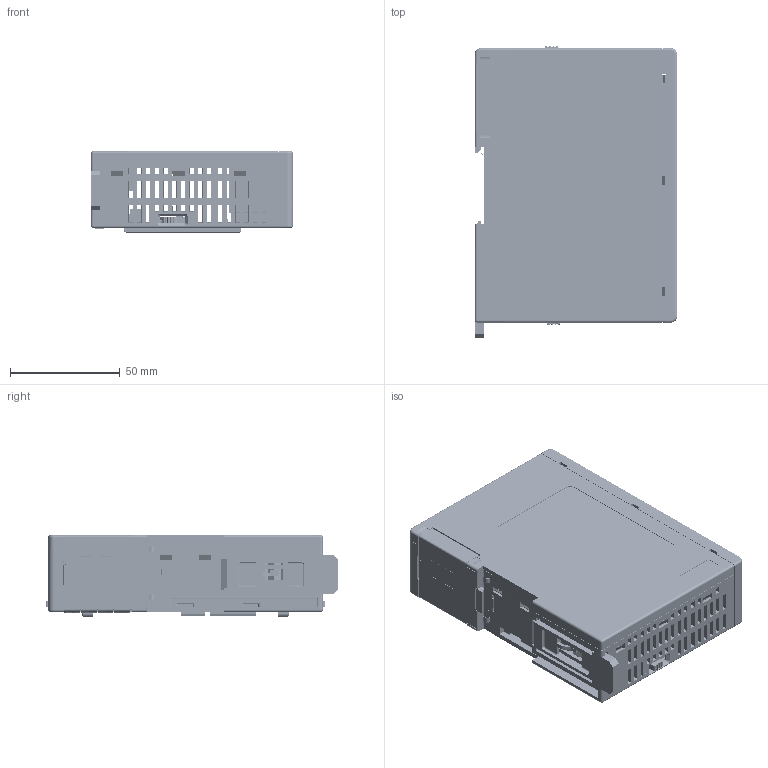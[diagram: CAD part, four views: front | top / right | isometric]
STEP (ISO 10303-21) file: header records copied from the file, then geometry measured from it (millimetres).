
FILE_DESCRIPTION (( 'STEP AP203' ), '1' );
FILE_NAME ('AS11870G-01-1.STEP', '2015-11-17T06:52:36', ( 'mks' ), ( '' ), 'SwSTEP 2.0', 'SolidWorks 2015', '' );
FILE_SCHEMA (( 'CONFIG_CONTROL_DESIGN' ));
Length unit declared in the file: millimetre
Products named in the file (1): AS11870G-01-1
Bounding box: 92.21 x 133.13 x 37.23 mm (x, y, z)
Volume: 119344.4 mm3; surface area: 148035.3 mm2
Topology: 27 solids, 28 shells, 10444 faces, 28878 edges, 18625 vertices
Faces by surface type: plane 7004, cylinder 2520, bspline 506, torus 200, sphere 134, cone 80
Entity records: 351093 total; most frequent: CARTESIAN_POINT 85989, ORIENTED_EDGE 57596, DIRECTION 51462, EDGE_CURVE 28798, LINE 22260, VECTOR 22260, VERTEX_POINT 18618, AXIS2_PLACEMENT_3D 14601
